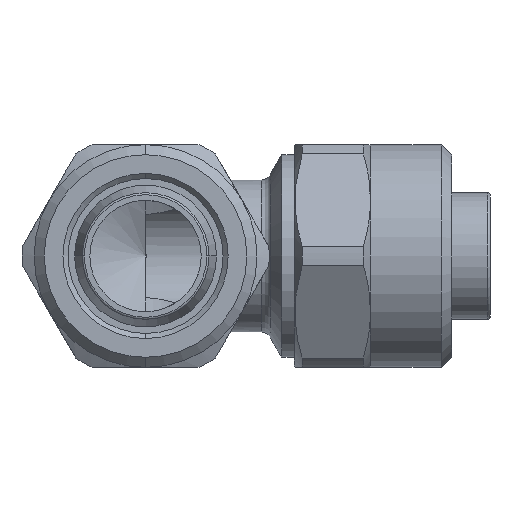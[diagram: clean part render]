
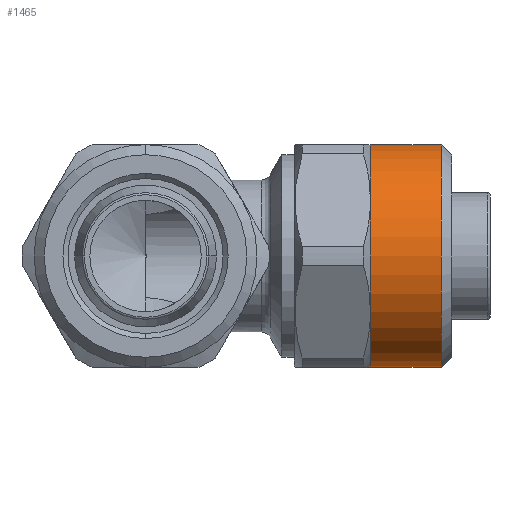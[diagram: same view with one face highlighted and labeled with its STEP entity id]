
A CAD part, front view. The second image highlights one B-rep face of the part: STEP entity #1465.
In plain terms, the highlighted cylindrical face has radius 11 mm (diameter 22 mm), a partial arc.
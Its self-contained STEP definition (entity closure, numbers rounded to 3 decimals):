
#23 = CARTESIAN_POINT ( 'NONE',  ( 22.2, -9.526, 5.5 ) ) ;
#24 = CARTESIAN_POINT ( 'NONE',  ( 22.2, -9.526, -5.5 ) ) ;
#25 = CARTESIAN_POINT ( 'NONE',  ( 22.2, 0., -11. ) ) ;
#148 = CARTESIAN_POINT ( 'NONE',  ( 29.2, 0., -11. ) ) ;
#204 = CARTESIAN_POINT ( 'NONE',  ( 22.2, 0., 11. ) ) ;
#606 = EDGE_CURVE ( 'NONE', #4796, #4642, #4319, .T. ) ;
#607 = EDGE_CURVE ( 'NONE', #4642, #4641, #5054, .T. ) ;
#608 = EDGE_CURVE ( 'NONE', #4641, #4640, #5067, .T. ) ;
#609 = EDGE_CURVE ( 'NONE', #4640, #5070, #5065, .T. ) ;
#610 = EDGE_CURVE ( 'NONE', #2120, #5070, #4320, .T. ) ;
#612 = EDGE_CURVE ( 'NONE', #4796, #2120, #5061, .T. ) ;
#1087 = EDGE_LOOP ( 'NONE', ( #4288, #4286, #4287, #4285, #4284, #4283 ) ) ;
#1465 = ADVANCED_FACE ( 'NONE', ( #4532 ), #4533, .T. ) ;
#2120 = VERTEX_POINT ( 'NONE', #2931 ) ;
#2743 = CARTESIAN_POINT ( 'NONE',  ( 11.487, 0., 0. ) ) ;
#2744 = DIRECTION ( 'NONE',  ( -1., 0., 0. ) ) ;
#2745 = DIRECTION ( 'NONE',  ( 0., 0., -1. ) ) ;
#2931 = CARTESIAN_POINT ( 'NONE',  ( 29.2, 0., 11. ) ) ;
#3205 = DIRECTION ( 'NONE',  ( -1., 0., 0. ) ) ;
#3206 = CARTESIAN_POINT ( 'NONE',  ( 29.2, 0., 0. ) ) ;
#3207 = DIRECTION ( 'NONE',  ( 0., 0., -1. ) ) ;
#4283 = ORIENTED_EDGE ( 'NONE', *, *, #606, .F. ) ;
#4284 = ORIENTED_EDGE ( 'NONE', *, *, #607, .F. ) ;
#4285 = ORIENTED_EDGE ( 'NONE', *, *, #608, .F. ) ;
#4286 = ORIENTED_EDGE ( 'NONE', *, *, #610, .T. ) ;
#4287 = ORIENTED_EDGE ( 'NONE', *, *, #609, .F. ) ;
#4288 = ORIENTED_EDGE ( 'NONE', *, *, #612, .T. ) ;
#4319 = LINE ( 'NONE', #4806, #4958 ) ;
#4320 = LINE ( 'NONE', #4816, #5062 ) ;
#4532 = FACE_OUTER_BOUND ( 'NONE', #1087, .T. ) ;
#4533 = CYLINDRICAL_SURFACE ( 'NONE', #5605, 11. ) ;
#4640 = VERTEX_POINT ( 'NONE', #23 ) ;
#4641 = VERTEX_POINT ( 'NONE', #24 ) ;
#4642 = VERTEX_POINT ( 'NONE', #25 ) ;
#4796 = VERTEX_POINT ( 'NONE', #148 ) ;
#4797 = DIRECTION ( 'NONE',  ( 0., 0., -1. ) ) ;
#4798 = DIRECTION ( 'NONE',  ( -1., 0., 0. ) ) ;
#4800 = CARTESIAN_POINT ( 'NONE',  ( 22.2, 0., 0. ) ) ;
#4802 = DIRECTION ( 'NONE',  ( 0., 0., -1. ) ) ;
#4803 = DIRECTION ( 'NONE',  ( -1., 0., 0. ) ) ;
#4804 = CARTESIAN_POINT ( 'NONE',  ( 22.2, 0., 0. ) ) ;
#4805 = DIRECTION ( 'NONE',  ( -1., 0., 0. ) ) ;
#4806 = CARTESIAN_POINT ( 'NONE',  ( 11.487, 0., -11. ) ) ;
#4807 = DIRECTION ( 'NONE',  ( -1., 0., 0. ) ) ;
#4816 = CARTESIAN_POINT ( 'NONE',  ( 11.487, 0., 11. ) ) ;
#4820 = DIRECTION ( 'NONE',  ( 0., 0., -1. ) ) ;
#4837 = DIRECTION ( 'NONE',  ( -1., 0., 0. ) ) ;
#4846 = CARTESIAN_POINT ( 'NONE',  ( 22.2, 0., 0. ) ) ;
#4958 = VECTOR ( 'NONE', #4805, 1000. ) ;
#4994 = AXIS2_PLACEMENT_3D ( 'NONE', #4804, #4803, #4802 ) ;
#5054 = CIRCLE ( 'NONE', #4994, 11. ) ;
#5058 = AXIS2_PLACEMENT_3D ( 'NONE', #3206, #3205, #3207 ) ;
#5061 = CIRCLE ( 'NONE', #5058, 11. ) ;
#5062 = VECTOR ( 'NONE', #4807, 1000. ) ;
#5063 = AXIS2_PLACEMENT_3D ( 'NONE', #4846, #4837, #4820 ) ;
#5065 = CIRCLE ( 'NONE', #5063, 11. ) ;
#5066 = AXIS2_PLACEMENT_3D ( 'NONE', #4800, #4798, #4797 ) ;
#5067 = CIRCLE ( 'NONE', #5066, 11. ) ;
#5070 = VERTEX_POINT ( 'NONE', #204 ) ;
#5605 = AXIS2_PLACEMENT_3D ( 'NONE', #2743, #2744, #2745 ) ;
